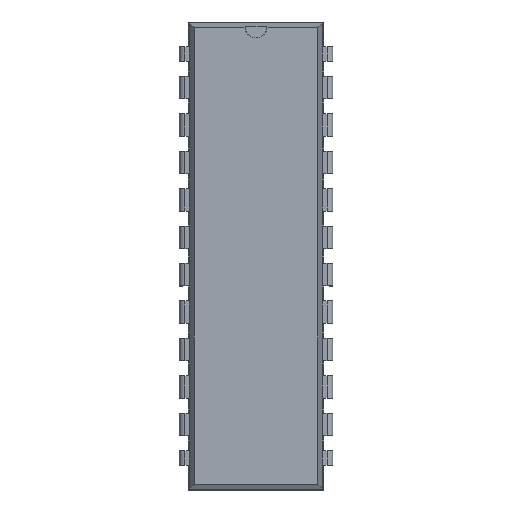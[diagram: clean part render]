
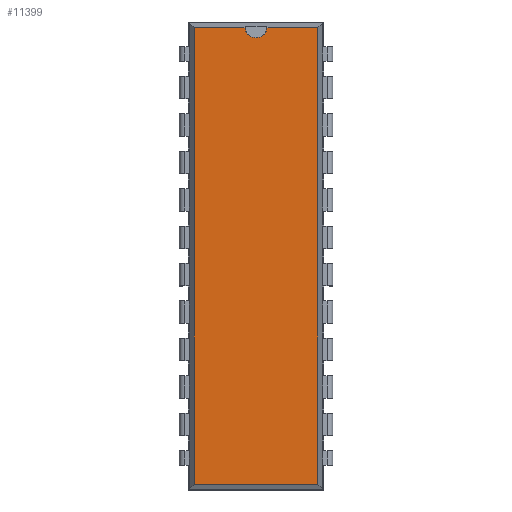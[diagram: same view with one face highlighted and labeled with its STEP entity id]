
A CAD part, top view. The second image highlights one B-rep face of the part: STEP entity #11399.
In plain terms, the highlighted planar face has unit normal (0, 0, 1).
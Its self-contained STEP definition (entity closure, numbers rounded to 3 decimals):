
#6231 = VERTEX_POINT('',#6232);
#6232 = CARTESIAN_POINT('',(9.268,1.506,3.68));
#6237 = EDGE_CURVE('',#6238,#6231,#6240,.T.);
#6238 = VERTEX_POINT('',#6239);
#6239 = CARTESIAN_POINT('',(9.268,-29.446,3.68));
#6240 = LINE('',#6241,#6242);
#6241 = CARTESIAN_POINT('',(9.268,-29.446,3.68));
#6242 = VECTOR('',#6243,1.);
#6243 = DIRECTION('',(0.,1.,0.));
#8597 = VERTEX_POINT('',#8598);
#8598 = CARTESIAN_POINT('',(0.892,1.506,3.68));
#8603 = EDGE_CURVE('',#8604,#8597,#8606,.T.);
#8604 = VERTEX_POINT('',#8605);
#8605 = CARTESIAN_POINT('',(4.334,1.506,3.68));
#8606 = LINE('',#8607,#8608);
#8607 = CARTESIAN_POINT('',(9.268,1.506,3.68));
#8608 = VECTOR('',#8609,1.);
#8609 = DIRECTION('',(-1.,0.,0.));
#8824 = VERTEX_POINT('',#8825);
#8825 = CARTESIAN_POINT('',(5.826,1.506,3.68));
#8929 = EDGE_CURVE('',#6231,#8824,#8930,.T.);
#8930 = LINE('',#8931,#8932);
#8931 = CARTESIAN_POINT('',(9.268,1.506,3.68));
#8932 = VECTOR('',#8933,1.);
#8933 = DIRECTION('',(-1.,0.,0.));
#9029 = VERTEX_POINT('',#9030);
#9030 = CARTESIAN_POINT('',(0.892,-29.446,3.68));
#9035 = EDGE_CURVE('',#8597,#9029,#9036,.T.);
#9036 = LINE('',#9037,#9038);
#9037 = CARTESIAN_POINT('',(0.892,1.506,3.68));
#9038 = VECTOR('',#9039,1.);
#9039 = DIRECTION('',(0.,-1.,0.));
#11388 = EDGE_CURVE('',#9029,#6238,#11389,.T.);
#11389 = LINE('',#11390,#11391);
#11390 = CARTESIAN_POINT('',(0.892,-29.446,3.68));
#11391 = VECTOR('',#11392,1.);
#11392 = DIRECTION('',(1.,0.,0.));
#11399 = ADVANCED_FACE('',(#11400),#11423,.F.);
#11400 = FACE_BOUND('',#11401,.F.);
#11401 = EDGE_LOOP('',(#11402,#11403,#11404,#11405,#11406,#11415,#11422)
);
#11402 = ORIENTED_EDGE('',*,*,#6237,.F.);
#11403 = ORIENTED_EDGE('',*,*,#11388,.F.);
#11404 = ORIENTED_EDGE('',*,*,#9035,.F.);
#11405 = ORIENTED_EDGE('',*,*,#8603,.F.);
#11406 = ORIENTED_EDGE('',*,*,#11407,.F.);
#11407 = EDGE_CURVE('',#11408,#8604,#11410,.T.);
#11408 = VERTEX_POINT('',#11409);
#11409 = CARTESIAN_POINT('',(5.08,0.831,3.68));
#11410 = CIRCLE('',#11411,0.75);
#11411 = AXIS2_PLACEMENT_3D('',#11412,#11413,#11414);
#11412 = CARTESIAN_POINT('',(5.08,1.581,3.68));
#11413 = DIRECTION('',(0.,0.,-1.));
#11414 = DIRECTION('',(0.,-1.,0.));
#11415 = ORIENTED_EDGE('',*,*,#11416,.F.);
#11416 = EDGE_CURVE('',#8824,#11408,#11417,.T.);
#11417 = CIRCLE('',#11418,0.75);
#11418 = AXIS2_PLACEMENT_3D('',#11419,#11420,#11421);
#11419 = CARTESIAN_POINT('',(5.08,1.581,3.68));
#11420 = DIRECTION('',(0.,0.,-1.));
#11421 = DIRECTION('',(0.,-1.,0.));
#11422 = ORIENTED_EDGE('',*,*,#8929,.F.);
#11423 = PLANE('',#11424);
#11424 = AXIS2_PLACEMENT_3D('',#11425,#11426,#11427);
#11425 = CARTESIAN_POINT('',(9.268,-29.446,3.68));
#11426 = DIRECTION('',(0.,0.,-1.));
#11427 = DIRECTION('',(-0.261,0.965,0.));
